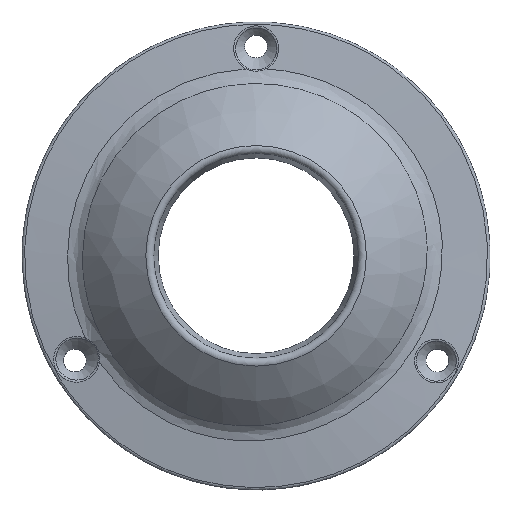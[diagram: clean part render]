
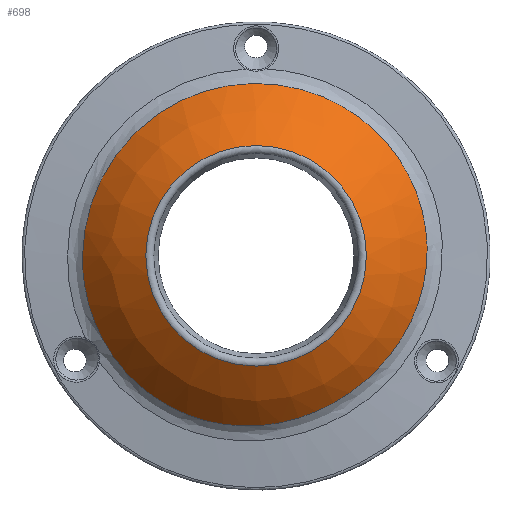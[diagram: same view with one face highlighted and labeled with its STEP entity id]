
A CAD part, top view. The second image highlights one B-rep face of the part: STEP entity #698.
In plain terms, the highlighted spherical face has radius 20.25 mm.
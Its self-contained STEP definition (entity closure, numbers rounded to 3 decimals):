
#15=SPHERICAL_SURFACE('',#767,20.25);
#136=FACE_OUTER_BOUND('',#186,.T.);
#186=EDGE_LOOP('',(#595,#596,#597,#598,#599,#600));
#219=B_SPLINE_CURVE_WITH_KNOTS('',3,(#1689,#1690,#1691,#1692,#1693,#1694,
#1695,#1696,#1697,#1698,#1699,#1700,#1701,#1702,#1703,#1704,#1705,#1706,
#1707,#1708),.UNSPECIFIED.,.F.,.F.,(4,1,2,1,1,1,2,1,1,1,2,1,1,1,4),(-9.855,
-8.938,-8.022,-7.432,-6.842,
-6.252,-5.662,-5.057,-4.451,
-3.997,-3.241,-2.602,-1.964,
-1.325,-0.708),.UNSPECIFIED.);
#220=B_SPLINE_CURVE_WITH_KNOTS('',3,(#1709,#1710,#1711,#1712,#1713,#1714),
 .UNSPECIFIED.,.F.,.F.,(4,2,4),(-0.708,-0.687,0.),
 .UNSPECIFIED.);
#263=CIRCLE('',#760,10.136);
#264=CIRCLE('',#761,10.136);
#269=CIRCLE('',#768,20.25);
#294=VERTEX_POINT('',#1686);
#295=VERTEX_POINT('',#1688);
#332=VERTEX_POINT('',#2455);
#333=VERTEX_POINT('',#2456);
#370=EDGE_CURVE('',#294,#295,#219,.T.);
#371=EDGE_CURVE('',#295,#294,#220,.T.);
#424=EDGE_CURVE('',#332,#333,#263,.T.);
#425=EDGE_CURVE('',#333,#332,#264,.T.);
#431=EDGE_CURVE('',#333,#295,#269,.T.);
#595=ORIENTED_EDGE('',*,*,#424,.F.);
#596=ORIENTED_EDGE('',*,*,#425,.F.);
#597=ORIENTED_EDGE('',*,*,#431,.T.);
#598=ORIENTED_EDGE('',*,*,#370,.F.);
#599=ORIENTED_EDGE('',*,*,#371,.F.);
#600=ORIENTED_EDGE('',*,*,#431,.F.);
#698=ADVANCED_FACE('',(#136),#15,.T.);
#760=AXIS2_PLACEMENT_3D('',#2457,#873,#874);
#761=AXIS2_PLACEMENT_3D('',#2458,#875,#876);
#767=AXIS2_PLACEMENT_3D('',#2468,#888,#889);
#768=AXIS2_PLACEMENT_3D('',#2469,#890,#891);
#873=DIRECTION('center_axis',(0.,0.,1.));
#874=DIRECTION('ref_axis',(-1.,0.,0.));
#875=DIRECTION('center_axis',(0.,0.,1.));
#876=DIRECTION('ref_axis',(-1.,0.,0.));
#888=DIRECTION('center_axis',(0.,0.,1.));
#889=DIRECTION('ref_axis',(1.,0.,0.));
#890=DIRECTION('center_axis',(0.,-1.,0.));
#891=DIRECTION('ref_axis',(-1.,0.,0.));
#1686=CARTESIAN_POINT('',(-55.449,15.224,14.233));
#1688=CARTESIAN_POINT('',(-57.093,8.35,14.136));
#1689=CARTESIAN_POINT('Ctrl Pts',(-55.449,15.224,14.233));
#1690=CARTESIAN_POINT('Ctrl Pts',(-54.102,17.986,14.255));
#1691=CARTESIAN_POINT('Ctrl Pts',(-49.797,22.727,14.243));
#1692=CARTESIAN_POINT('Ctrl Pts',(-43.579,24.309,14.262));
#1693=CARTESIAN_POINT('Ctrl Pts',(-38.534,24.095,14.266));
#1694=CARTESIAN_POINT('Ctrl Pts',(-34.608,23.207,14.244));
#1695=CARTESIAN_POINT('Ctrl Pts',(-29.621,19.797,14.226));
#1696=CARTESIAN_POINT('Ctrl Pts',(-26.241,14.787,14.236));
#1697=CARTESIAN_POINT('Ctrl Pts',(-25.429,10.834,14.326));
#1698=CARTESIAN_POINT('Ctrl Pts',(-25.428,6.83,14.483));
#1699=CARTESIAN_POINT('Ctrl Pts',(-26.282,2.783,14.716));
#1700=CARTESIAN_POINT('Ctrl Pts',(-29.465,-1.909,14.988));
#1701=CARTESIAN_POINT('Ctrl Pts',(-34.28,-5.716,14.987));
#1702=CARTESIAN_POINT('Ctrl Pts',(-38.222,-7.035,14.738));
#1703=CARTESIAN_POINT('Ctrl Pts',(-42.877,-7.401,14.44));
#1704=CARTESIAN_POINT('Ctrl Pts',(-47.209,-6.831,14.183));
#1705=CARTESIAN_POINT('Ctrl Pts',(-52.782,-3.351,13.981));
#1706=CARTESIAN_POINT('Ctrl Pts',(-56.376,2.057,13.992));
#1707=CARTESIAN_POINT('Ctrl Pts',(-57.124,6.283,14.096));
#1708=CARTESIAN_POINT('Ctrl Pts',(-57.093,8.35,14.136));
#1709=CARTESIAN_POINT('Ctrl Pts',(-57.093,8.35,14.136));
#1710=CARTESIAN_POINT('Ctrl Pts',(-57.092,8.422,14.138));
#1711=CARTESIAN_POINT('Ctrl Pts',(-57.09,8.494,14.139));
#1712=CARTESIAN_POINT('Ctrl Pts',(-57.022,10.868,14.185));
#1713=CARTESIAN_POINT('Ctrl Pts',(-56.459,13.155,14.216));
#1714=CARTESIAN_POINT('Ctrl Pts',(-55.449,15.224,14.233));
#2455=CARTESIAN_POINT('',(-31.014,8.35,19.181));
#2456=CARTESIAN_POINT('',(-51.286,8.35,19.181));
#2457=CARTESIAN_POINT('Origin',(-41.15,8.35,19.181));
#2458=CARTESIAN_POINT('Origin',(-41.15,8.35,19.181));
#2468=CARTESIAN_POINT('Origin',(-41.15,8.35,1.65));
#2469=CARTESIAN_POINT('Origin',(-41.15,8.35,1.65));
